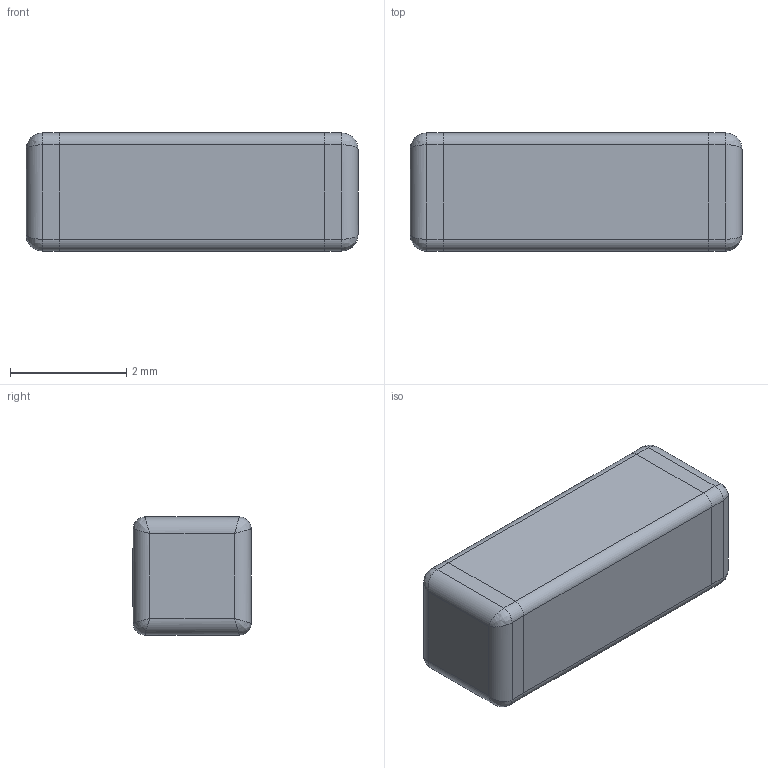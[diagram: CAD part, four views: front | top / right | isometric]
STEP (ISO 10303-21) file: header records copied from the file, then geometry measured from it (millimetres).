
FILE_DESCRIPTION (( 'STEP AP214' ), '1' );
FILE_NAME ('User Library-1808(4520M) Cap.STEP', '2017-06-21T01:29:22', ( 'Windows User' ), ( '' ), 'SwSTEP 2.0', 'SolidWorks 2017', '' );
FILE_SCHEMA (( 'AUTOMOTIVE_DESIGN' ));
Length unit declared in the file: inch
Products named in the file (1): User Library-1808(4520M) Cap
Bounding box: 5.71 x 2.03 x 2.03 mm (x, y, z)
Volume: 23.1 mm3; surface area: 67.1 mm2
Topology: 3 solids, 3 shells, 117 faces, 290 edges, 180 vertices
Faces by surface type: bspline 59, plane 38, cylinder 20
Entity records: 7389 total; most frequent: CARTESIAN_POINT 3479, ORIENTED_EDGE 564, DIRECTION 306, EDGE_CURVE 282, VERTEX_POINT 180, VECTOR 140, LINE 140, EDGE_LOOP 126
